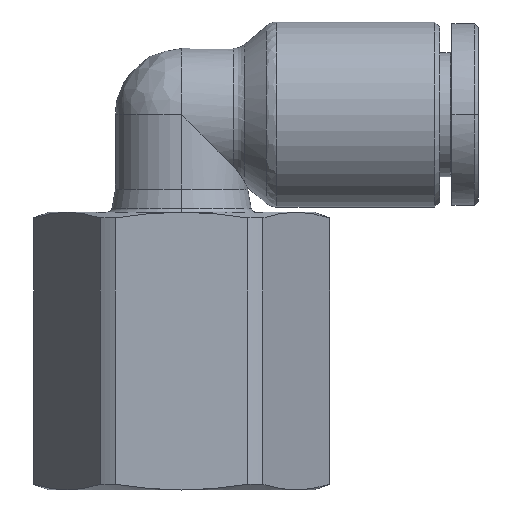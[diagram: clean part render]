
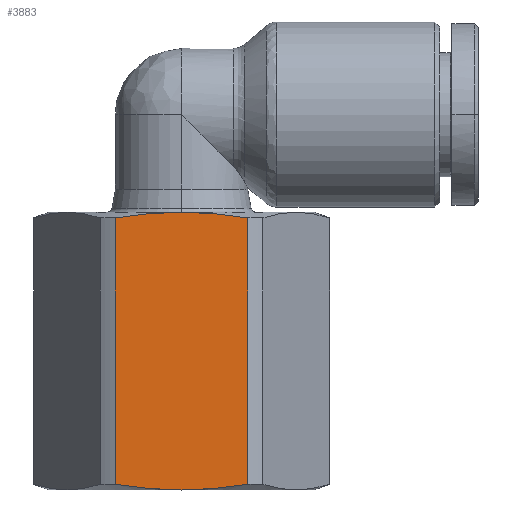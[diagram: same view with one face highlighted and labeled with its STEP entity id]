
A CAD part, front view. The second image highlights one B-rep face of the part: STEP entity #3883.
In plain terms, the highlighted planar face has unit normal (0, -1, 0).
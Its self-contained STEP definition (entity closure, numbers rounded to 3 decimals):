
#204 = ORIENTED_EDGE ( 'NONE', *, *, #7672, .T. ) ;
#284 = CARTESIAN_POINT ( 'NONE',  ( -5.5, -8., -22.7 ) ) ;
#413 = CARTESIAN_POINT ( 'NONE',  ( -6.848, -8., -5.9 ) ) ;
#613 = DIRECTION ( 'NONE',  ( 0., 0., -1. ) ) ;
#614 = B_SPLINE_CURVE_WITH_KNOTS ( 'NONE', 3,
 ( #6357, #3223, #4826, #5607 ),
 .UNSPECIFIED., .F., .F.,
 ( 4, 4 ),
 ( 0., 0.004 ),
 .UNSPECIFIED. ) ;
#680 = ORIENTED_EDGE ( 'NONE', *, *, #6111, .T. ) ;
#996 = EDGE_LOOP ( 'NONE', ( #204, #680, #6414, #8219, #7184, #2097 ) ) ;
#1183 = CARTESIAN_POINT ( 'NONE',  ( -8.184, -8., -6.029 ) ) ;
#1299 = CARTESIAN_POINT ( 'NONE',  ( -0.881, -8., -22.7 ) ) ;
#1515 = VERTEX_POINT ( 'NONE', #1736 ) ;
#1549 = EDGE_CURVE ( 'NONE', #6653, #8088, #3729, .T. ) ;
#1687 = B_SPLINE_CURVE_WITH_KNOTS ( 'NONE', 3,
 ( #7358, #4205, #2592, #284 ),
 .UNSPECIFIED., .F., .F.,
 ( 4, 4 ),
 ( 0., 0.004 ),
 .UNSPECIFIED. ) ;
#1706 = LINE ( 'NONE', #5668, #3575 ) ;
#1736 = CARTESIAN_POINT ( 'NONE',  ( -5.5, -8., -5.9 ) ) ;
#2097 = ORIENTED_EDGE ( 'NONE', *, *, #5927, .T. ) ;
#2133 = DIRECTION ( 'NONE',  ( 0., -1., 0. ) ) ;
#2230 = CARTESIAN_POINT ( 'NONE',  ( -1.487, -8., -6.246 ) ) ;
#2592 = CARTESIAN_POINT ( 'NONE',  ( -4.152, -8., -22.7 ) ) ;
#2681 = CARTESIAN_POINT ( 'NONE',  ( -9.513, -8., -6.246 ) ) ;
#3223 = CARTESIAN_POINT ( 'NONE',  ( -2.816, -8., -6.029 ) ) ;
#3280 = VECTOR ( 'NONE', #6153, 1000. ) ;
#3575 = VECTOR ( 'NONE', #8065, 1000. ) ;
#3656 = CARTESIAN_POINT ( 'NONE',  ( -5.5, -8., -22.7 ) ) ;
#3684 = EDGE_CURVE ( 'NONE', #6194, #6653, #1687, .T. ) ;
#3729 = B_SPLINE_CURVE_WITH_KNOTS ( 'NONE', 3,
 ( #5073, #5147, #8376, #4351 ),
 .UNSPECIFIED., .F., .F.,
 ( 4, 4 ),
 ( 0., 0.004 ),
 .UNSPECIFIED. ) ;
#3883 = ADVANCED_FACE ( 'NONE', ( #4032 ), #6105, .T. ) ;
#4032 = FACE_OUTER_BOUND ( 'NONE', #996, .T. ) ;
#4205 = CARTESIAN_POINT ( 'NONE',  ( -2.816, -8., -22.571 ) ) ;
#4351 = CARTESIAN_POINT ( 'NONE',  ( -9.513, -8., -22.354 ) ) ;
#4804 = CARTESIAN_POINT ( 'NONE',  ( -1.487, -8., -22.354 ) ) ;
#4826 = CARTESIAN_POINT ( 'NONE',  ( -4.152, -8., -5.9 ) ) ;
#4915 = VERTEX_POINT ( 'NONE', #2230 ) ;
#5073 = CARTESIAN_POINT ( 'NONE',  ( -5.5, -8., -22.7 ) ) ;
#5147 = CARTESIAN_POINT ( 'NONE',  ( -6.848, -8., -22.7 ) ) ;
#5166 = AXIS2_PLACEMENT_3D ( 'NONE', #1299, #2133, #613 ) ;
#5607 = CARTESIAN_POINT ( 'NONE',  ( -5.5, -8., -5.9 ) ) ;
#5668 = CARTESIAN_POINT ( 'NONE',  ( -1.487, -8., -22.7 ) ) ;
#5927 = EDGE_CURVE ( 'NONE', #6194, #4915, #1706, .T. ) ;
#6105 = PLANE ( 'NONE',  #5166 ) ;
#6111 = EDGE_CURVE ( 'NONE', #1515, #7205, #9025, .T. ) ;
#6153 = DIRECTION ( 'NONE',  ( 0., 0., -1. ) ) ;
#6194 = VERTEX_POINT ( 'NONE', #4804 ) ;
#6357 = CARTESIAN_POINT ( 'NONE',  ( -1.487, -8., -6.246 ) ) ;
#6414 = ORIENTED_EDGE ( 'NONE', *, *, #8514, .T. ) ;
#6653 = VERTEX_POINT ( 'NONE', #3656 ) ;
#6814 = CARTESIAN_POINT ( 'NONE',  ( -9.513, -8., -22.7 ) ) ;
#7184 = ORIENTED_EDGE ( 'NONE', *, *, #3684, .F. ) ;
#7205 = VERTEX_POINT ( 'NONE', #2681 ) ;
#7358 = CARTESIAN_POINT ( 'NONE',  ( -1.487, -8., -22.354 ) ) ;
#7672 = EDGE_CURVE ( 'NONE', #4915, #1515, #614, .T. ) ;
#8065 = DIRECTION ( 'NONE',  ( 0., 0., 1. ) ) ;
#8088 = VERTEX_POINT ( 'NONE', #8431 ) ;
#8219 = ORIENTED_EDGE ( 'NONE', *, *, #1549, .F. ) ;
#8376 = CARTESIAN_POINT ( 'NONE',  ( -8.184, -8., -22.571 ) ) ;
#8431 = CARTESIAN_POINT ( 'NONE',  ( -9.513, -8., -22.354 ) ) ;
#8465 = CARTESIAN_POINT ( 'NONE',  ( -9.513, -8., -6.246 ) ) ;
#8514 = EDGE_CURVE ( 'NONE', #7205, #8088, #8602, .T. ) ;
#8602 = LINE ( 'NONE', #6814, #3280 ) ;
#9025 = B_SPLINE_CURVE_WITH_KNOTS ( 'NONE', 3,
 ( #9990, #413, #1183, #8465 ),
 .UNSPECIFIED., .F., .F.,
 ( 4, 4 ),
 ( 0., 0.004 ),
 .UNSPECIFIED. ) ;
#9990 = CARTESIAN_POINT ( 'NONE',  ( -5.5, -8., -5.9 ) ) ;
